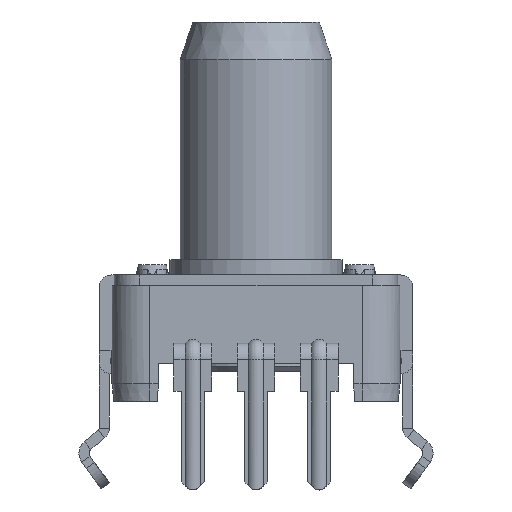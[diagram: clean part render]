
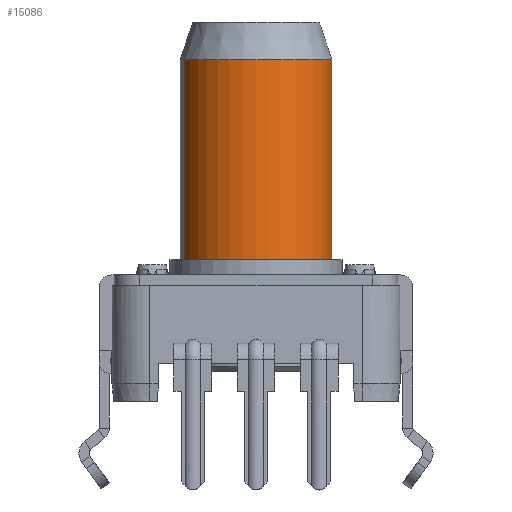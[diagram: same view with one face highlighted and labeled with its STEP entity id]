
A CAD part, front view. The second image highlights one B-rep face of the part: STEP entity #15086.
In plain terms, the highlighted cylindrical face has radius 3 mm (diameter 6 mm), a partial arc.
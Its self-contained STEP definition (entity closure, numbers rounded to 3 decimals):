
#58 = EDGE_CURVE ( 'NONE', #13491, #86, #17403, .T. ) ;
#59 = VERTEX_POINT ( 'NONE', #17399 ) ;
#67 = EDGE_CURVE ( 'NONE', #59, #74, #17448, .T. ) ;
#74 = VERTEX_POINT ( 'NONE', #17432 ) ;
#86 = VERTEX_POINT ( 'NONE', #17501 ) ;
#93 = EDGE_CURVE ( 'NONE', #13491, #59, #17495, .T. ) ;
#946 = CARTESIAN_POINT ( 'NONE',  ( 2.819, 1.026, 11.2 ) ) ;
#6005 = AXIS2_PLACEMENT_3D ( 'NONE', #6063, #6062, #6061 ) ;
#6006 = CIRCLE ( 'NONE', #6005, 3. ) ;
#6061 = DIRECTION ( 'NONE',  ( -0.94, -0.342, 0. ) ) ;
#6062 = DIRECTION ( 'NONE',  ( 0., 0., -1. ) ) ;
#6063 = CARTESIAN_POINT ( 'NONE',  ( 0., 0., 2. ) ) ;
#6192 = FACE_OUTER_BOUND ( 'NONE', #15087, .T. ) ;
#6219 = DIRECTION ( 'NONE',  ( -0.94, -0.342, 0. ) ) ;
#6220 = DIRECTION ( 'NONE',  ( 0., 0., -1. ) ) ;
#6221 = AXIS2_PLACEMENT_3D ( 'NONE', #6225, #6220, #6219 ) ;
#6222 = CYLINDRICAL_SURFACE ( 'NONE', #6221, 3. ) ;
#6225 = CARTESIAN_POINT ( 'NONE',  ( 0., 0., -4.229 ) ) ;
#13491 = VERTEX_POINT ( 'NONE', #946 ) ;
#15032 = EDGE_CURVE ( 'NONE', #86, #74, #6006, .T. ) ;
#15086 = ADVANCED_FACE ( 'NONE', ( #6192 ), #6222, .T. ) ;
#15087 = EDGE_LOOP ( 'NONE', ( #15088, #15089, #15090, #15091 ) ) ;
#15088 = ORIENTED_EDGE ( 'NONE', *, *, #58, .F. ) ;
#15089 = ORIENTED_EDGE ( 'NONE', *, *, #93, .T. ) ;
#15090 = ORIENTED_EDGE ( 'NONE', *, *, #67, .T. ) ;
#15091 = ORIENTED_EDGE ( 'NONE', *, *, #15032, .F. ) ;
#17399 = CARTESIAN_POINT ( 'NONE',  ( -2.819, -1.026, 11.2 ) ) ;
#17400 = DIRECTION ( 'NONE',  ( 0., 0., -1. ) ) ;
#17401 = VECTOR ( 'NONE', #17400, 1000. ) ;
#17402 = CARTESIAN_POINT ( 'NONE',  ( 2.819, 1.026, -4.229 ) ) ;
#17403 = LINE ( 'NONE', #17402, #17401 ) ;
#17432 = CARTESIAN_POINT ( 'NONE',  ( -2.819, -1.026, 2. ) ) ;
#17445 = DIRECTION ( 'NONE',  ( 0., 0., -1. ) ) ;
#17446 = VECTOR ( 'NONE', #17445, 1000. ) ;
#17447 = CARTESIAN_POINT ( 'NONE',  ( -2.819, -1.026, -4.229 ) ) ;
#17448 = LINE ( 'NONE', #17447, #17446 ) ;
#17491 = DIRECTION ( 'NONE',  ( -0.94, -0.342, 0. ) ) ;
#17492 = DIRECTION ( 'NONE',  ( 0., 0., -1. ) ) ;
#17493 = CARTESIAN_POINT ( 'NONE',  ( 0., 0., 11.2 ) ) ;
#17494 = AXIS2_PLACEMENT_3D ( 'NONE', #17493, #17492, #17491 ) ;
#17495 = CIRCLE ( 'NONE', #17494, 3. ) ;
#17501 = CARTESIAN_POINT ( 'NONE',  ( 2.819, 1.026, 2. ) ) ;
